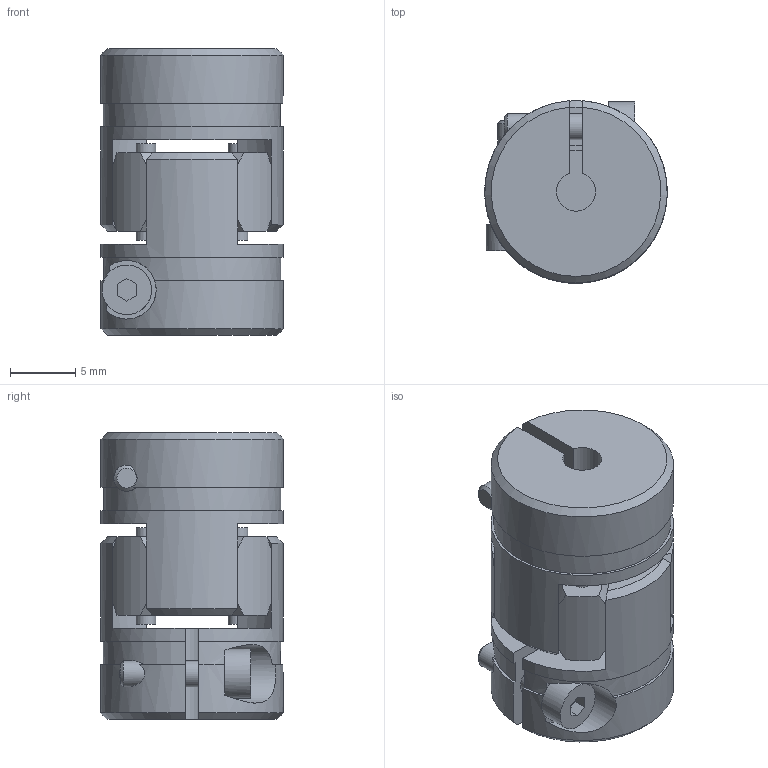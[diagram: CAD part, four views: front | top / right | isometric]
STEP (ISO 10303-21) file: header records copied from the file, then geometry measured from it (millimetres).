
FILE_DESCRIPTION( ( 'STEP AP214' ), '1' );
FILE_NAME( '01400-0303.stp', '2021-09-01T07:41:59', ( 'License CC BY-ND 4.0' ), ( 'CADENAS' ), ' ', 'PARTsolutions', ' ' );
FILE_SCHEMA( ( 'AUTOMOTIVE_DESIGN { 1 0 10303 214 1 1 1 1 }' ) );
Length unit declared in the file: millimetre
Products named in the file (4): 01400-0303; _01400-3pb; _01400-3pa; _01400-37p2
Assembly tree (3 placements, depth 2):
  01400-0303
    _01400-3pb
    _01400-3pa
    _01400-37p2
Bounding box: 14 x 14 x 22 mm (x, y, z)
Volume: 2870.1 mm3; surface area: 2565.6 mm2
Topology: 3 solids, 3 shells, 132 faces, 348 edges, 232 vertices
Faces by surface type: cylinder 54, plane 52, cone 26
Full cylindrical faces by diameter (mm): 1.5 x4, 2 x2, 2.4 x4, 3.8 x2
Entity records: 5240 total; most frequent: CARTESIAN_POINT 992, DIRECTION 670, ORIENTED_EDGE 640, EDGE_CURVE 320, AXIS2_PLACEMENT_3D 278, VERTEX_POINT 220, EDGE_LOOP 158, CIRCLE 144
